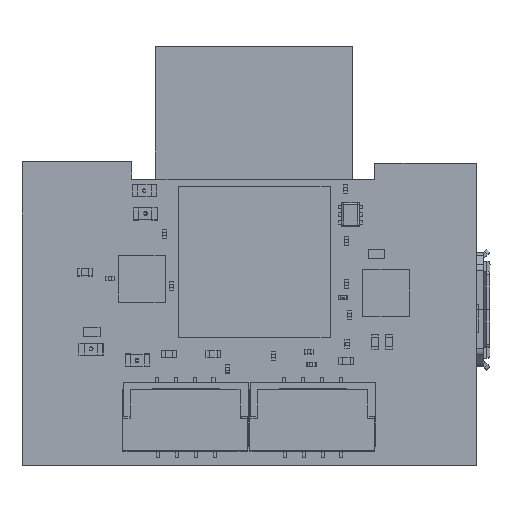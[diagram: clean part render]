
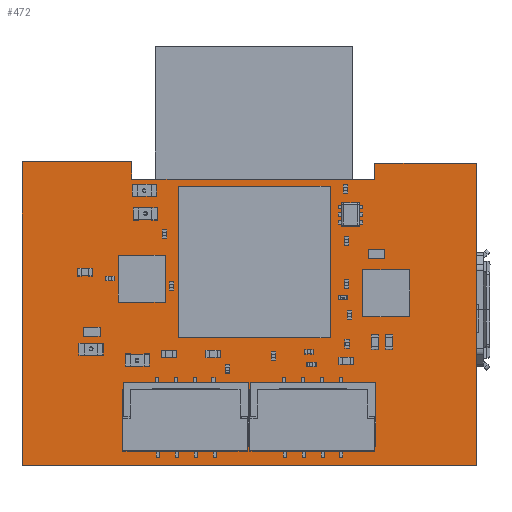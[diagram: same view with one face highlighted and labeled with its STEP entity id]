
A CAD part, top view. The second image highlights one B-rep face of the part: STEP entity #472.
In plain terms, the highlighted planar face has unit normal (0, 0, 1).
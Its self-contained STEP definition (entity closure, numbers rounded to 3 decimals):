
#215 = VERTEX_POINT('',#216);
#216 = CARTESIAN_POINT('',(10.7,40.55,0.));
#222 = EDGE_CURVE('',#215,#223,#225,.T.);
#223 = VERTEX_POINT('',#224);
#224 = CARTESIAN_POINT('',(10.7,60.581,0.));
#225 = LINE('',#226,#227);
#226 = CARTESIAN_POINT('',(10.7,40.55,0.));
#227 = VECTOR('',#228,1.);
#228 = DIRECTION('',(0.,1.,0.));
#253 = EDGE_CURVE('',#223,#254,#256,.T.);
#254 = VERTEX_POINT('',#255);
#255 = CARTESIAN_POINT('',(17.95,60.581,0.));
#256 = LINE('',#257,#258);
#257 = CARTESIAN_POINT('',(10.7,60.581,0.));
#258 = VECTOR('',#259,1.);
#259 = DIRECTION('',(1.,0.,0.));
#284 = EDGE_CURVE('',#254,#285,#287,.T.);
#285 = VERTEX_POINT('',#286);
#286 = CARTESIAN_POINT('',(17.95,59.45,0.));
#287 = LINE('',#288,#289);
#288 = CARTESIAN_POINT('',(17.95,60.581,0.));
#289 = VECTOR('',#290,1.);
#290 = DIRECTION('',(0.,-1.,0.));
#315 = EDGE_CURVE('',#285,#316,#318,.T.);
#316 = VERTEX_POINT('',#317);
#317 = CARTESIAN_POINT('',(33.975,59.45,0.));
#318 = LINE('',#319,#320);
#319 = CARTESIAN_POINT('',(17.95,59.45,0.));
#320 = VECTOR('',#321,1.);
#321 = DIRECTION('',(1.,0.,0.));
#346 = EDGE_CURVE('',#316,#347,#349,.T.);
#347 = VERTEX_POINT('',#348);
#348 = CARTESIAN_POINT('',(33.975,60.5,0.));
#349 = LINE('',#350,#351);
#350 = CARTESIAN_POINT('',(33.975,59.45,0.));
#351 = VECTOR('',#352,1.);
#352 = DIRECTION('',(0.,1.,0.));
#377 = EDGE_CURVE('',#347,#378,#380,.T.);
#378 = VERTEX_POINT('',#379);
#379 = CARTESIAN_POINT('',(40.7,60.5,0.));
#380 = LINE('',#381,#382);
#381 = CARTESIAN_POINT('',(33.975,60.5,0.));
#382 = VECTOR('',#383,1.);
#383 = DIRECTION('',(1.,0.,0.));
#408 = EDGE_CURVE('',#378,#409,#411,.T.);
#409 = VERTEX_POINT('',#410);
#410 = CARTESIAN_POINT('',(40.7,40.55,0.));
#411 = LINE('',#412,#413);
#412 = CARTESIAN_POINT('',(40.7,60.5,0.));
#413 = VECTOR('',#414,1.);
#414 = DIRECTION('',(0.,-1.,0.));
#439 = EDGE_CURVE('',#409,#215,#440,.T.);
#440 = LINE('',#441,#442);
#441 = CARTESIAN_POINT('',(40.7,40.55,0.));
#442 = VECTOR('',#443,1.);
#443 = DIRECTION('',(-1.,0.,0.));
#472 = ADVANCED_FACE('',(#473),#483,.T.);
#473 = FACE_BOUND('',#474,.F.);
#474 = EDGE_LOOP('',(#475,#476,#477,#478,#479,#480,#481,#482));
#475 = ORIENTED_EDGE('',*,*,#222,.T.);
#476 = ORIENTED_EDGE('',*,*,#253,.T.);
#477 = ORIENTED_EDGE('',*,*,#284,.T.);
#478 = ORIENTED_EDGE('',*,*,#315,.T.);
#479 = ORIENTED_EDGE('',*,*,#346,.T.);
#480 = ORIENTED_EDGE('',*,*,#377,.T.);
#481 = ORIENTED_EDGE('',*,*,#408,.T.);
#482 = ORIENTED_EDGE('',*,*,#439,.T.);
#483 = PLANE('',#484);
#484 = AXIS2_PLACEMENT_3D('',#485,#486,#487);
#485 = CARTESIAN_POINT('',(10.7,40.55,0.));
#486 = DIRECTION('',(0.,0.,1.));
#487 = DIRECTION('',(1.,0.,0.));
